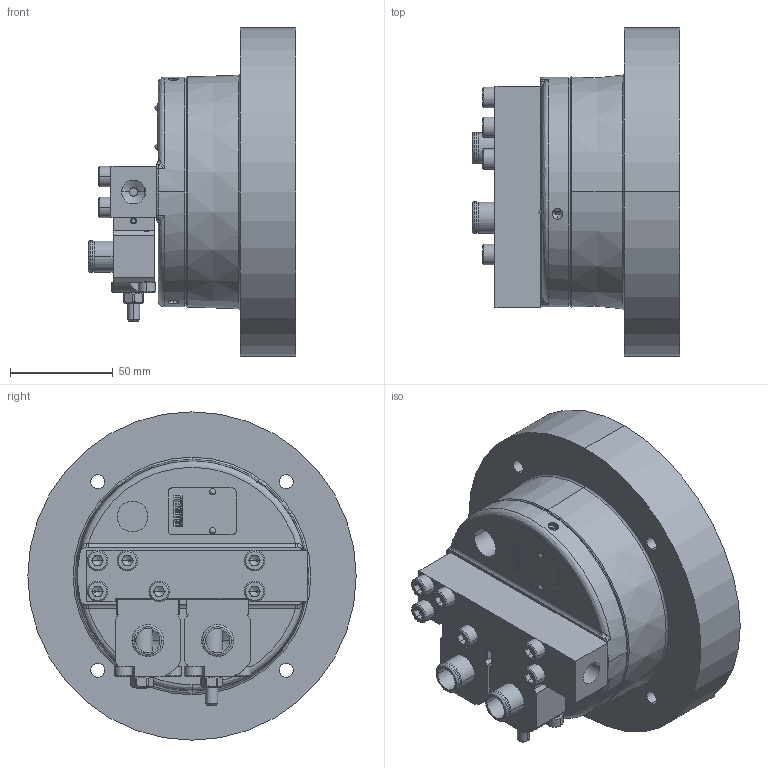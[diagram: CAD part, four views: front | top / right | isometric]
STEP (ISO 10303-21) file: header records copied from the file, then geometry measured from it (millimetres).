
FILE_DESCRIPTION (( 'STEP AP214' ), '1' );
FILE_NAME ('KKP02-_-700-__60-_-A.STEP', '2021-03-29T10:42:52', ( '' ), ( '' ), 'SwSTEP 2.0', 'SolidWorks 2020', '' );
FILE_SCHEMA (( 'AUTOMOTIVE_DESIGN' ));
Length unit declared in the file: millimetre
Products named in the file (1): KKP02-_-700-__60-_-A
Bounding box: 100.95 x 160 x 160 mm (x, y, z)
Volume: 691779.3 mm3; surface area: 113676.2 mm2
Topology: 1 solids, 15 shells, 1331 faces, 3270 edges, 2024 vertices
Faces by surface type: plane 663, cylinder 250, cone 181, bspline 141, torus 72, sphere 24
Entity records: 47035 total; most frequent: CARTESIAN_POINT 16376, ORIENTED_EDGE 6436, DIRECTION 6212, EDGE_CURVE 3218, AXIS2_PLACEMENT_3D 2222, VERTEX_POINT 2020, VECTOR 1768, LINE 1768
